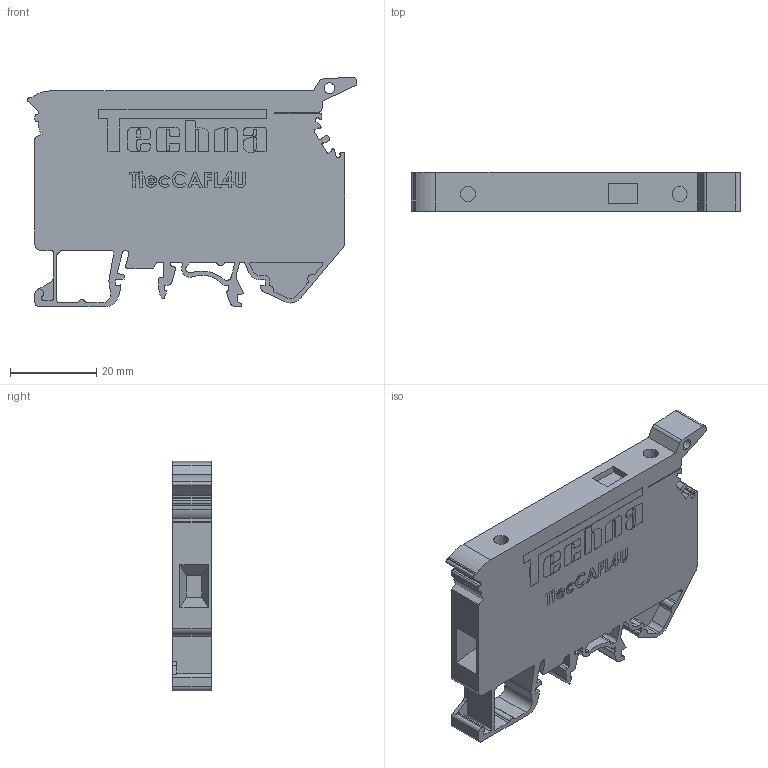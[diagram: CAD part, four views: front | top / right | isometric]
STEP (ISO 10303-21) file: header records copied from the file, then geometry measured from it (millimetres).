
FILE_DESCRIPTION (( 'STEP AP214' ), '1' );
FILE_NAME ('TtecCAFL4U.STEP', '2020-06-10T07:18:11', ( '' ), ( '' ), 'SwSTEP 2.0', 'SolidWorks 2020', '' );
FILE_SCHEMA (( 'AUTOMOTIVE_DESIGN' ));
Length unit declared in the file: millimetre
Products named in the file (1): TtecCAFL4U
Bounding box: 76.51 x 9 x 53.44 mm (x, y, z)
Volume: 25566 mm3; surface area: 10838.2 mm2
Topology: 1 solids, 1 shells, 742 faces, 2068 edges, 1376 vertices
Faces by surface type: plane 444, cylinder 240, bspline 58
Entity records: 32665 total; most frequent: CARTESIAN_POINT 8069, ORIENTED_EDGE 4136, DIRECTION 3803, EDGE_CURVE 2068, VECTOR 1471, LINE 1471, VERTEX_POINT 1376, AXIS2_PLACEMENT_3D 1166
